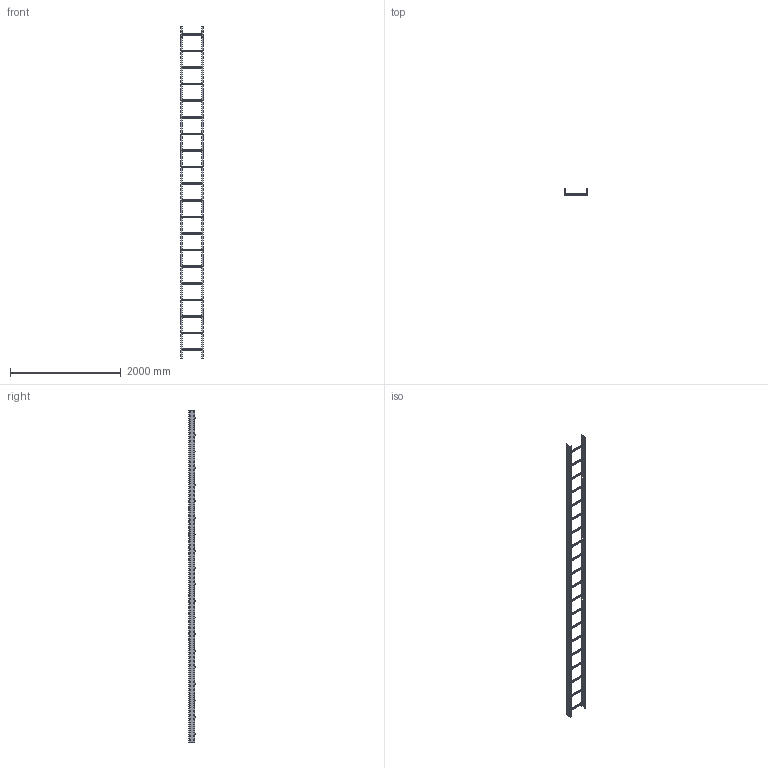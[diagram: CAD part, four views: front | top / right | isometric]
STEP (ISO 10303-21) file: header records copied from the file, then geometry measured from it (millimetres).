
FILE_DESCRIPTION (( 'STEP AP214' ), '1' );
FILE_NAME ('6216495.STEP', '2025-08-15T13:17:47', ( '' ), ( '' ), 'SwSTEP 2.0', 'SolidWorks 2024', '' );
FILE_SCHEMA (( 'AUTOMOTIVE_DESIGN' ));
Length unit declared in the file: millimetre
Products named in the file (5): KTS 05.012-096_L=6000; 246474_Klemmzustand L=3mm; 093842_L395; 6216495
Assembly tree (62 placements, depth 2):
  6216495
    KTS 05.012-096_L=6000
    KTS 05.012-096_L=6000
    093842_L395  x20
    246474_Klemmzustand L=3mm  x40
Bounding box: 400 x 112.5 x 6000 mm (x, y, z)
Volume: 3281695.3 mm3; surface area: 4500676.5 mm2
Topology: 62 solids, 62 shells, 3888 faces, 10716 edges, 7032 vertices
Faces by surface type: plane 3156, cylinder 572, torus 160
Entity records: 51878 total; most frequent: CARTESIAN_POINT 9051, ORIENTED_EDGE 8976, DIRECTION 7862, EDGE_CURVE 4488, LINE 4272, VECTOR 4272, VERTEX_POINT 2984, EDGE_LOOP 2278
